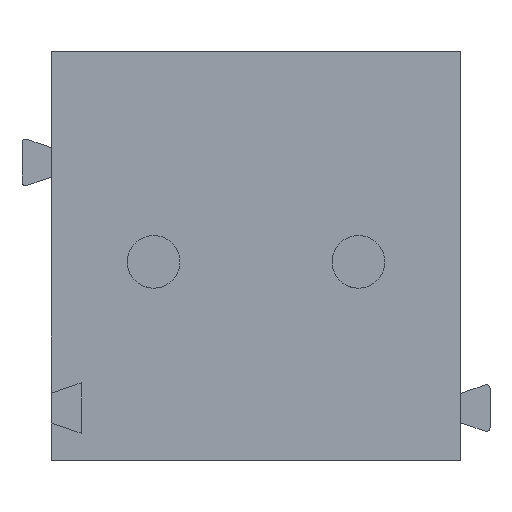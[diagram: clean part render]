
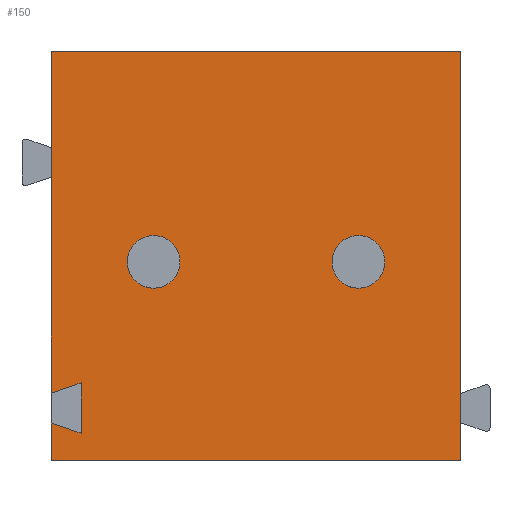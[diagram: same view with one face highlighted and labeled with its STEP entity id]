
A CAD part, front view. The second image highlights one B-rep face of the part: STEP entity #150.
In plain terms, the highlighted planar face has unit normal (0, -1, 0).
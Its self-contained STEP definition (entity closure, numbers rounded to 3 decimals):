
#23=FACE_BOUND('',#425,.T.);
#24=FACE_BOUND('',#426,.T.);
#150=ADVANCED_FACE('',(#283,#23,#24),#2211,.T.);
#283=FACE_OUTER_BOUND('',#424,.T.);
#424=EDGE_LOOP('',(#1077,#1078,#1079,#1080,#1081,#1082,#1083,#1084,#1085,
#1086));
#425=EDGE_LOOP('',(#1087,#1088));
#426=EDGE_LOOP('',(#1089,#1090));
#1077=ORIENTED_EDGE('',*,*,#1157,.T.);
#1078=ORIENTED_EDGE('',*,*,#1484,.T.);
#1079=ORIENTED_EDGE('',*,*,#1161,.T.);
#1080=ORIENTED_EDGE('',*,*,#1481,.T.);
#1081=ORIENTED_EDGE('',*,*,#1482,.T.);
#1082=ORIENTED_EDGE('',*,*,#1487,.T.);
#1083=ORIENTED_EDGE('',*,*,#1188,.T.);
#1084=ORIENTED_EDGE('',*,*,#1191,.T.);
#1085=ORIENTED_EDGE('',*,*,#1483,.T.);
#1086=ORIENTED_EDGE('',*,*,#1472,.T.);
#1087=ORIENTED_EDGE('',*,*,#1185,.T.);
#1088=ORIENTED_EDGE('',*,*,#1183,.T.);
#1089=ORIENTED_EDGE('',*,*,#1178,.T.);
#1090=ORIENTED_EDGE('',*,*,#1177,.T.);
#1157=EDGE_CURVE('',#1864,#1863,#1569,.T.);
#1161=EDGE_CURVE('',#1852,#1865,#1573,.T.);
#1177=EDGE_CURVE('',#1879,#1880,#1501,.T.);
#1178=EDGE_CURVE('',#1880,#1879,#1502,.T.);
#1183=EDGE_CURVE('',#1883,#1884,#1505,.T.);
#1185=EDGE_CURVE('',#1884,#1883,#1507,.T.);
#1188=EDGE_CURVE('',#1887,#1888,#1592,.T.);
#1191=EDGE_CURVE('',#1888,#1889,#1595,.T.);
#1472=EDGE_CURVE('',#2076,#1864,#1833,.T.);
#1481=EDGE_CURVE('',#1865,#2079,#1842,.T.);
#1482=EDGE_CURVE('',#2079,#2080,#1843,.T.);
#1483=EDGE_CURVE('',#1889,#2076,#1844,.T.);
#1484=EDGE_CURVE('',#1863,#1852,#1845,.T.);
#1487=EDGE_CURVE('',#2080,#1887,#1848,.T.);
#1501=(
BOUNDED_CURVE()
B_SPLINE_CURVE(2,(#3479,#3480,#3481,#3482,#3483),.UNSPECIFIED.,.F.,.F.)
B_SPLINE_CURVE_WITH_KNOTS((3,2,3),(-1.414,-0.707,
0.),.UNSPECIFIED.)
CURVE()
GEOMETRIC_REPRESENTATION_ITEM()
RATIONAL_B_SPLINE_CURVE((1.,0.707,1.,0.707,1.))
REPRESENTATION_ITEM('')
);
#1502=(
BOUNDED_CURVE()
B_SPLINE_CURVE(2,(#3484,#3485,#3486,#3487,#3488),.UNSPECIFIED.,.F.,.F.)
B_SPLINE_CURVE_WITH_KNOTS((3,2,3),(-1.414,-0.707,
0.),.UNSPECIFIED.)
CURVE()
GEOMETRIC_REPRESENTATION_ITEM()
RATIONAL_B_SPLINE_CURVE((1.,0.707,1.,0.707,1.))
REPRESENTATION_ITEM('')
);
#1505=(
BOUNDED_CURVE()
B_SPLINE_CURVE(2,(#3503,#3504,#3505,#3506,#3507),.UNSPECIFIED.,.F.,.F.)
B_SPLINE_CURVE_WITH_KNOTS((3,2,3),(-1.414,-0.707,
0.),.UNSPECIFIED.)
CURVE()
GEOMETRIC_REPRESENTATION_ITEM()
RATIONAL_B_SPLINE_CURVE((1.,0.707,1.,0.707,1.))
REPRESENTATION_ITEM('')
);
#1507=(
BOUNDED_CURVE()
B_SPLINE_CURVE(2,(#3513,#3514,#3515,#3516,#3517),.UNSPECIFIED.,.F.,.F.)
B_SPLINE_CURVE_WITH_KNOTS((3,2,3),(-1.414,-0.707,
0.),.UNSPECIFIED.)
CURVE()
GEOMETRIC_REPRESENTATION_ITEM()
RATIONAL_B_SPLINE_CURVE((1.,0.707,1.,0.707,1.))
REPRESENTATION_ITEM('')
);
#1569=B_SPLINE_CURVE_WITH_KNOTS('',1,(#3436,#3437),.UNSPECIFIED.,.F.,.F.,
(2,2),(-7.,-6.349),.UNSPECIFIED.);
#1573=B_SPLINE_CURVE_WITH_KNOTS('',1,(#3444,#3445),.UNSPECIFIED.,.F.,.F.,
(2,2),(-5.849,0.),.UNSPECIFIED.);
#1592=B_SPLINE_CURVE_WITH_KNOTS('',1,(#3522,#3523),.UNSPECIFIED.,.F.,.F.,
(2,2),(0.,0.86),.UNSPECIFIED.);
#1595=B_SPLINE_CURVE_WITH_KNOTS('',1,(#3528,#3529),.UNSPECIFIED.,.F.,.F.,
(2,2),(0.,0.539),.UNSPECIFIED.);
#1833=B_SPLINE_CURVE_WITH_KNOTS('',1,(#4199,#4200),.UNSPECIFIED.,.F.,.F.,
(2,2),(0.,7.),.UNSPECIFIED.);
#1842=B_SPLINE_CURVE_WITH_KNOTS('',1,(#4217,#4218),.UNSPECIFIED.,.F.,.F.,
(2,2),(-7.,0.),.UNSPECIFIED.);
#1843=B_SPLINE_CURVE_WITH_KNOTS('',1,(#4219,#4220),.UNSPECIFIED.,.F.,.F.,
(2,2),(0.,5.844),.UNSPECIFIED.);
#1844=B_SPLINE_CURVE_WITH_KNOTS('',1,(#4221,#4222),.UNSPECIFIED.,.F.,.F.,
(2,2),(0.,0.646),.UNSPECIFIED.);
#1845=B_SPLINE_CURVE_WITH_KNOTS('',1,(#4223,#4224),.UNSPECIFIED.,.F.,.F.,
(2,2),(-6.349,-5.849),.UNSPECIFIED.);
#1848=B_SPLINE_CURVE_WITH_KNOTS('',1,(#4229,#4230),.UNSPECIFIED.,.F.,.F.,
(2,2),(0.,0.539),.UNSPECIFIED.);
#1852=VERTEX_POINT('',#3160);
#1863=VERTEX_POINT('',#3171);
#1864=VERTEX_POINT('',#3172);
#1865=VERTEX_POINT('',#3173);
#1879=VERTEX_POINT('',#3187);
#1880=VERTEX_POINT('',#3188);
#1883=VERTEX_POINT('',#3191);
#1884=VERTEX_POINT('',#3192);
#1887=VERTEX_POINT('',#3195);
#1888=VERTEX_POINT('',#3196);
#1889=VERTEX_POINT('',#3197);
#2076=VERTEX_POINT('',#3384);
#2079=VERTEX_POINT('',#3387);
#2080=VERTEX_POINT('',#3388);
#2211=PLANE('',#2332);
#2332=AXIS2_PLACEMENT_3D('',#3084,#2436,$);
#2436=DIRECTION('',(0.,-1.,0.));
#3084=CARTESIAN_POINT('',(-10.551,-2.,0.701));
#3160=CARTESIAN_POINT('',(-1.75,-2.,-5.849));
#3171=CARTESIAN_POINT('',(-1.75,-2.,-6.349));
#3172=CARTESIAN_POINT('',(-1.75,-2.,-7.));
#3173=CARTESIAN_POINT('',(-1.75,-2.,0.));
#3187=CARTESIAN_POINT('',(-3.05,-2.,-3.6));
#3188=CARTESIAN_POINT('',(-3.95,-2.,-3.6));
#3191=CARTESIAN_POINT('',(-6.55,-2.,-3.6));
#3192=CARTESIAN_POINT('',(-7.45,-2.,-3.6));
#3195=CARTESIAN_POINT('',(-8.24,-2.,-5.669));
#3196=CARTESIAN_POINT('',(-8.24,-2.,-6.529));
#3197=CARTESIAN_POINT('',(-8.75,-2.,-6.354));
#3384=CARTESIAN_POINT('',(-8.75,-2.,-7.));
#3387=CARTESIAN_POINT('',(-8.75,-2.,0.));
#3388=CARTESIAN_POINT('',(-8.75,-2.,-5.844));
#3436=CARTESIAN_POINT('',(-1.75,-2.,-7.));
#3437=CARTESIAN_POINT('',(-1.75,-2.,-6.349));
#3444=CARTESIAN_POINT('',(-1.75,-2.,-5.849));
#3445=CARTESIAN_POINT('',(-1.75,-2.,0.));
#3479=CARTESIAN_POINT('',(-3.05,-2.,-3.6));
#3480=CARTESIAN_POINT('',(-3.05,-2.,-4.05));
#3481=CARTESIAN_POINT('',(-3.5,-2.,-4.05));
#3482=CARTESIAN_POINT('',(-3.95,-2.,-4.05));
#3483=CARTESIAN_POINT('',(-3.95,-2.,-3.6));
#3484=CARTESIAN_POINT('',(-3.95,-2.,-3.6));
#3485=CARTESIAN_POINT('',(-3.95,-2.,-3.15));
#3486=CARTESIAN_POINT('',(-3.5,-2.,-3.15));
#3487=CARTESIAN_POINT('',(-3.05,-2.,-3.15));
#3488=CARTESIAN_POINT('',(-3.05,-2.,-3.6));
#3503=CARTESIAN_POINT('',(-6.55,-2.,-3.6));
#3504=CARTESIAN_POINT('',(-6.55,-2.,-4.05));
#3505=CARTESIAN_POINT('',(-7.,-2.,-4.05));
#3506=CARTESIAN_POINT('',(-7.45,-2.,-4.05));
#3507=CARTESIAN_POINT('',(-7.45,-2.,-3.6));
#3513=CARTESIAN_POINT('',(-7.45,-2.,-3.6));
#3514=CARTESIAN_POINT('',(-7.45,-2.,-3.15));
#3515=CARTESIAN_POINT('',(-7.,-2.,-3.15));
#3516=CARTESIAN_POINT('',(-6.55,-2.,-3.15));
#3517=CARTESIAN_POINT('',(-6.55,-2.,-3.6));
#3522=CARTESIAN_POINT('',(-8.24,-2.,-5.669));
#3523=CARTESIAN_POINT('',(-8.24,-2.,-6.529));
#3528=CARTESIAN_POINT('',(-8.24,-2.,-6.529));
#3529=CARTESIAN_POINT('',(-8.75,-2.,-6.354));
#4199=CARTESIAN_POINT('',(-8.75,-2.,-7.));
#4200=CARTESIAN_POINT('',(-1.75,-2.,-7.));
#4217=CARTESIAN_POINT('',(-1.75,-2.,0.));
#4218=CARTESIAN_POINT('',(-8.75,-2.,0.));
#4219=CARTESIAN_POINT('',(-8.75,-2.,0.));
#4220=CARTESIAN_POINT('',(-8.75,-2.,-5.844));
#4221=CARTESIAN_POINT('',(-8.75,-2.,-6.354));
#4222=CARTESIAN_POINT('',(-8.75,-2.,-7.));
#4223=CARTESIAN_POINT('',(-1.75,-2.,-6.349));
#4224=CARTESIAN_POINT('',(-1.75,-2.,-5.849));
#4229=CARTESIAN_POINT('',(-8.75,-2.,-5.844));
#4230=CARTESIAN_POINT('',(-8.24,-2.,-5.669));
